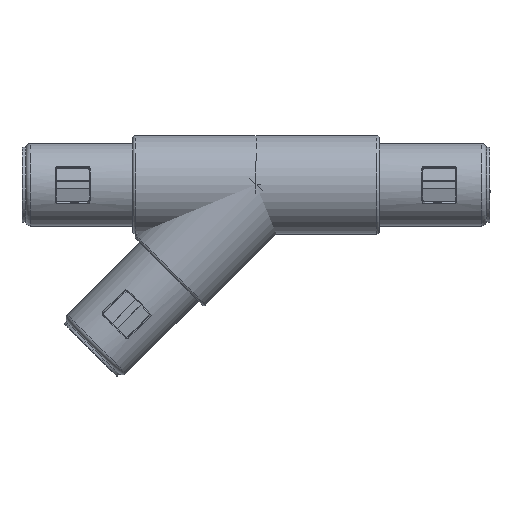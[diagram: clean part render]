
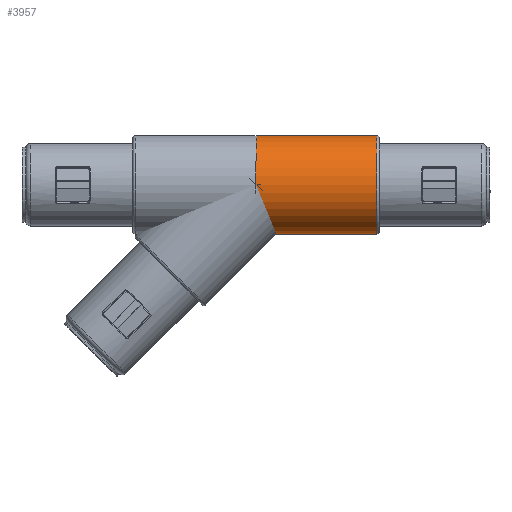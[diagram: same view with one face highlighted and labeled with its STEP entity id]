
A CAD part, top view. The second image highlights one B-rep face of the part: STEP entity #3957.
In plain terms, the highlighted cylindrical face has radius 20 mm (diameter 40 mm), a partial arc.
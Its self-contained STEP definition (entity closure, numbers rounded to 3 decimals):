
#255 = DIRECTION ( 'NONE',  ( 0., 0., 1. ) ) ;
#610 = CARTESIAN_POINT ( 'NONE',  ( 0., 0., -20. ) ) ;
#1466 = CARTESIAN_POINT ( 'NONE',  ( 0., -49., -20. ) ) ;
#2816 = DIRECTION ( 'NONE',  ( 0., 0., -1. ) ) ;
#3159 = ORIENTED_EDGE ( 'NONE', *, *, #12009, .T. ) ;
#3511 = DIRECTION ( 'NONE',  ( 0., 0., -1. ) ) ;
#3957 = ADVANCED_FACE ( 'NONE', ( #11861 ), #6893, .T. ) ;
#4088 = CARTESIAN_POINT ( 'NONE',  ( 0., -49., 20. ) ) ;
#4225 = EDGE_CURVE ( 'NONE', #11813, #11111, #8073, .T. ) ;
#4257 = VERTEX_POINT ( 'NONE', #610 ) ;
#5474 = DIRECTION ( 'NONE',  ( 0., 1., 0. ) ) ;
#5793 = CIRCLE ( 'NONE', #10823, 20. ) ;
#5809 = CARTESIAN_POINT ( 'NONE',  ( 0., -50., 0. ) ) ;
#6893 = CYLINDRICAL_SURFACE ( 'NONE', #10913, 20. ) ;
#7079 = VECTOR ( 'NONE', #5474, 1000. ) ;
#7225 = DIRECTION ( 'NONE',  ( 0., 1., 0. ) ) ;
#7801 = AXIS2_PLACEMENT_3D ( 'NONE', #11878, #7225, #3511 ) ;
#7987 = LINE ( 'NONE', #11832, #12058 ) ;
#8073 = CIRCLE ( 'NONE', #7801, 20. ) ;
#8221 = DIRECTION ( 'NONE',  ( 0., 1., 0. ) ) ;
#8380 = DIRECTION ( 'NONE',  ( 0., -1., 0. ) ) ;
#9340 = VERTEX_POINT ( 'NONE', #10914 ) ;
#9434 = LINE ( 'NONE', #12046, #7079 ) ;
#9484 = EDGE_LOOP ( 'NONE', ( #9927, #10030, #3159, #11720 ) ) ;
#9927 = ORIENTED_EDGE ( 'NONE', *, *, #12089, .F. ) ;
#10030 = ORIENTED_EDGE ( 'NONE', *, *, #4225, .T. ) ;
#10823 = AXIS2_PLACEMENT_3D ( 'NONE', #11094, #8380, #2816 ) ;
#10851 = EDGE_CURVE ( 'NONE', #9340, #4257, #5793, .T. ) ;
#10913 = AXIS2_PLACEMENT_3D ( 'NONE', #5809, #11442, #255 ) ;
#10914 = CARTESIAN_POINT ( 'NONE',  ( 0., 0., 20. ) ) ;
#11094 = CARTESIAN_POINT ( 'NONE',  ( 0., 0., 0. ) ) ;
#11111 = VERTEX_POINT ( 'NONE', #4088 ) ;
#11442 = DIRECTION ( 'NONE',  ( 0., 1., 0. ) ) ;
#11720 = ORIENTED_EDGE ( 'NONE', *, *, #10851, .T. ) ;
#11813 = VERTEX_POINT ( 'NONE', #1466 ) ;
#11832 = CARTESIAN_POINT ( 'NONE',  ( 0., -50., 20. ) ) ;
#11861 = FACE_OUTER_BOUND ( 'NONE', #9484, .T. ) ;
#11878 = CARTESIAN_POINT ( 'NONE',  ( 0., -49., 0. ) ) ;
#12009 = EDGE_CURVE ( 'NONE', #11111, #9340, #7987, .T. ) ;
#12046 = CARTESIAN_POINT ( 'NONE',  ( 0., -50., -20. ) ) ;
#12058 = VECTOR ( 'NONE', #8221, 1000. ) ;
#12089 = EDGE_CURVE ( 'NONE', #11813, #4257, #9434, .T. ) ;
